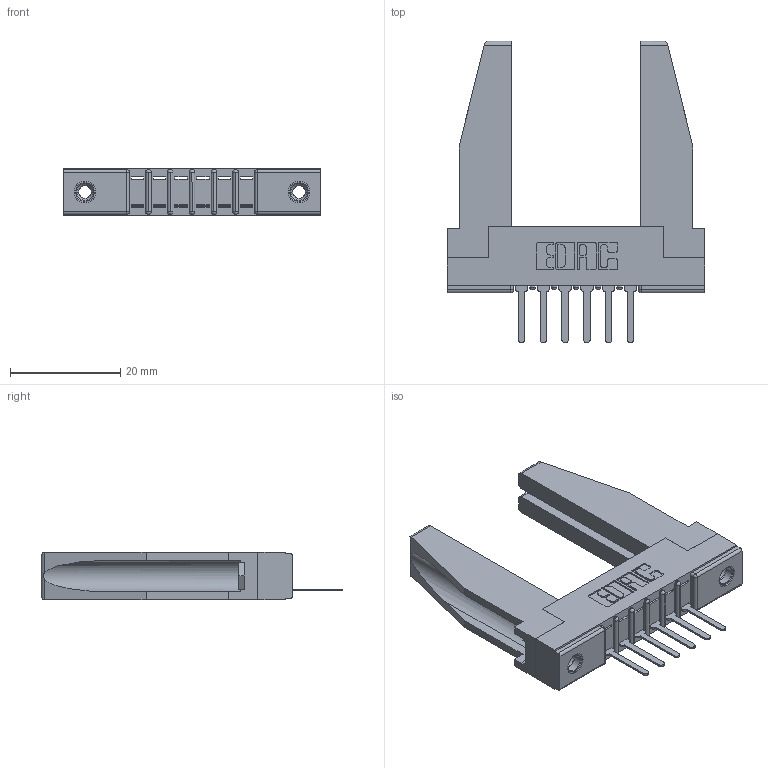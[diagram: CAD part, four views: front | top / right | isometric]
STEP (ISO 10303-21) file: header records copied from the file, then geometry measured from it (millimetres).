
FILE_DESCRIPTION (( 'STEP AP203' ), '1' );
FILE_NAME ('357-006-527-178.STEP', '2019-09-13T17:50:46', ( '' ), ( '' ), 'SwSTEP 2.0', 'SolidWorks 2016', '' );
FILE_SCHEMA (( 'CONFIG_CONTROL_DESIGN' ));
Length unit declared in the file: inch
Products named in the file (5): 307 Part_.156 Dia Mounting Holes; 307-220-078; 307-290-001_527; 345-250-001_345-250-001-102; 357-006-527-178
Assembly tree (11 placements, depth 2):
  357-006-527-178
    307 Part_.156 Dia Mounting Holes
    307-290-001_527  x6
    307-220-078  x2
    345-250-001_345-250-001-102  x2
Bounding box: 46.79 x 54.81 x 8.71 mm (x, y, z)
Volume: 6991 mm3; surface area: 7894.9 mm2
Topology: 11 solids, 11 shells, 591 faces, 1625 edges, 1046 vertices
Faces by surface type: plane 376, cylinder 185, sphere 14, cone 12, torus 4
Entity records: 11989 total; most frequent: CARTESIAN_POINT 2006, ORIENTED_EDGE 1948, DIRECTION 1928, EDGE_CURVE 974, VECTOR 736, LINE 736, VERTEX_POINT 632, AXIS2_PLACEMENT_3D 596
